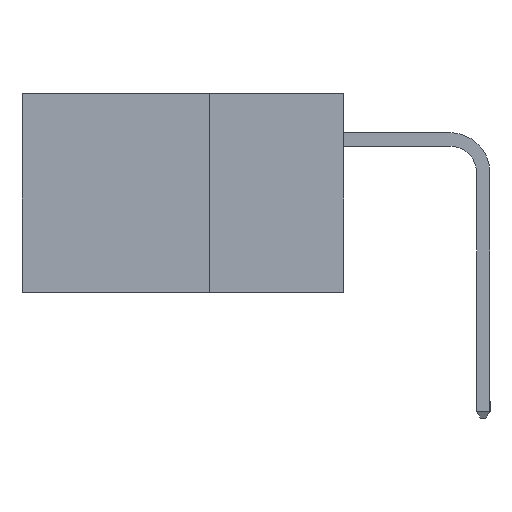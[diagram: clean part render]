
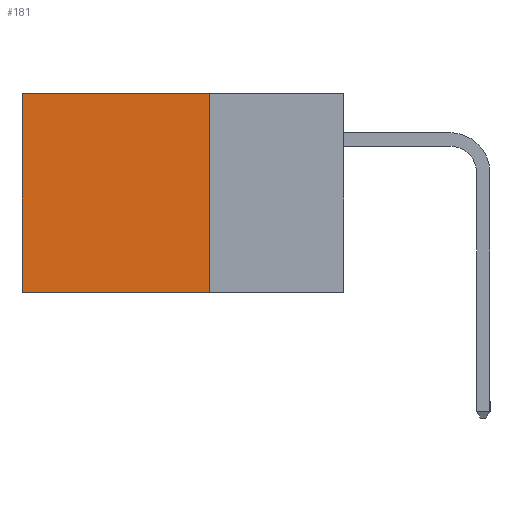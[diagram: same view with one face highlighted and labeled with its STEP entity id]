
A CAD part, left-side view. The second image highlights one B-rep face of the part: STEP entity #181.
In plain terms, the highlighted planar face has unit normal (-1, 0, 0).
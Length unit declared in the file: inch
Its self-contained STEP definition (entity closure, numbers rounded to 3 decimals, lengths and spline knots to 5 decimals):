
#181 = ADVANCED_FACE ( 'NONE', ( #7610 ), #5447, .F. ) ;
#611 = ORIENTED_EDGE ( 'NONE', *, *, #10411, .T. ) ;
#748 = VERTEX_POINT ( 'NONE', #3608 ) ;
#1369 = ORIENTED_EDGE ( 'NONE', *, *, #2175, .F. ) ;
#1668 = LINE ( 'NONE', #4596, #4234 ) ;
#1677 = CARTESIAN_POINT ( 'NONE',  ( 0.2615, 0.25, -0.37 ) ) ;
#2055 = ORIENTED_EDGE ( 'NONE', *, *, #2711, .F. ) ;
#2175 = EDGE_CURVE ( 'NONE', #4713, #10602, #11606, .T. ) ;
#2711 = EDGE_CURVE ( 'NONE', #10602, #8151, #5875, .T. ) ;
#2718 = ORIENTED_EDGE ( 'NONE', *, *, #12509, .T. ) ;
#2831 = CARTESIAN_POINT ( 'NONE',  ( 0.2615, 0.25, 0. ) ) ;
#3246 = CARTESIAN_POINT ( 'NONE',  ( 0.2615, 0.6, -0.37 ) ) ;
#3608 = CARTESIAN_POINT ( 'NONE',  ( 0.2615, 0.6, 0. ) ) ;
#4234 = VECTOR ( 'NONE', #5605, 39.37008 ) ;
#4596 = CARTESIAN_POINT ( 'NONE',  ( 0.2615, 0.25, 0. ) ) ;
#4713 = VERTEX_POINT ( 'NONE', #2831 ) ;
#5447 = PLANE ( 'NONE',  #5681 ) ;
#5601 = CARTESIAN_POINT ( 'NONE',  ( 0.2615, 0.6, -0.37 ) ) ;
#5605 = DIRECTION ( 'NONE',  ( 0., 1., 0. ) ) ;
#5608 = DIRECTION ( 'NONE',  ( 1., 0., 0. ) ) ;
#5629 = CARTESIAN_POINT ( 'NONE',  ( 0.2615, 0.25, -0.37 ) ) ;
#5681 = AXIS2_PLACEMENT_3D ( 'NONE', #5629, #5608, #5862 ) ;
#5862 = DIRECTION ( 'NONE',  ( 0., 0., -1. ) ) ;
#5875 = LINE ( 'NONE', #7906, #6189 ) ;
#6174 = EDGE_LOOP ( 'NONE', ( #611, #2055, #1369, #2718 ) ) ;
#6189 = VECTOR ( 'NONE', #8778, 39.37008 ) ;
#7610 = FACE_OUTER_BOUND ( 'NONE', #6174, .T. ) ;
#7906 = CARTESIAN_POINT ( 'NONE',  ( 0.2615, 0.25, -0.37 ) ) ;
#8151 = VERTEX_POINT ( 'NONE', #3246 ) ;
#8778 = DIRECTION ( 'NONE',  ( 0., 1., 0. ) ) ;
#9072 = VECTOR ( 'NONE', #9757, 39.37008 ) ;
#9510 = DIRECTION ( 'NONE',  ( 0., 0., -1. ) ) ;
#9716 = CARTESIAN_POINT ( 'NONE',  ( 0.2615, 0.25, -0.37 ) ) ;
#9757 = DIRECTION ( 'NONE',  ( 0., 0., -1. ) ) ;
#10411 = EDGE_CURVE ( 'NONE', #748, #8151, #10441, .T. ) ;
#10441 = LINE ( 'NONE', #5601, #12643 ) ;
#10602 = VERTEX_POINT ( 'NONE', #1677 ) ;
#11606 = LINE ( 'NONE', #9716, #9072 ) ;
#12509 = EDGE_CURVE ( 'NONE', #4713, #748, #1668, .T. ) ;
#12643 = VECTOR ( 'NONE', #9510, 39.37008 ) ;
